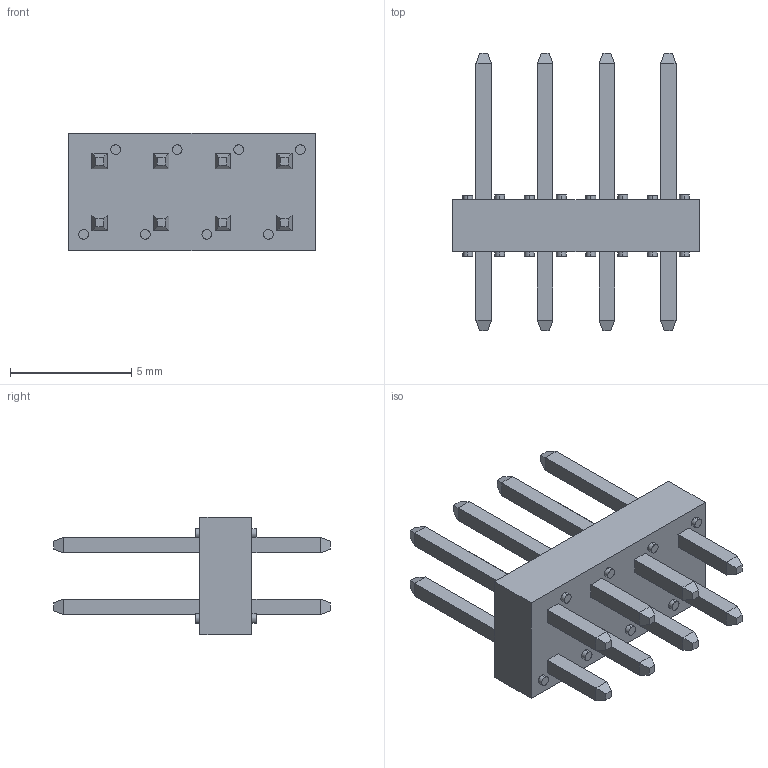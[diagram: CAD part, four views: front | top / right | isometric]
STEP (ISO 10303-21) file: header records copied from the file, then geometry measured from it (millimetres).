
FILE_DESCRIPTION (( 'STEP AP214' ), '1' );
FILE_NAME ('54102G0804.STEP', '2022-03-16T07:01:43', ( '' ), ( '' ), 'SwSTEP 2.0', 'SolidWorks 2020', '' );
FILE_SCHEMA (( 'AUTOMOTIVE_DESIGN' ));
Length unit declared in the file: millimetre
Products named in the file (1): 54102G0804
Bounding box: 10.16 x 11.43 x 4.83 mm (x, y, z)
Volume: 134.7 mm3; surface area: 442.6 mm2
Topology: 17 solids, 17 shells, 246 faces, 524 edges, 328 vertices
Faces by surface type: plane 214, cylinder 32
Entity records: 7330 total; most frequent: CARTESIAN_POINT 1099, DIRECTION 1082, ORIENTED_EDGE 1048, EDGE_CURVE 524, VECTOR 460, LINE 460, VERTEX_POINT 328, AXIS2_PLACEMENT_3D 311
